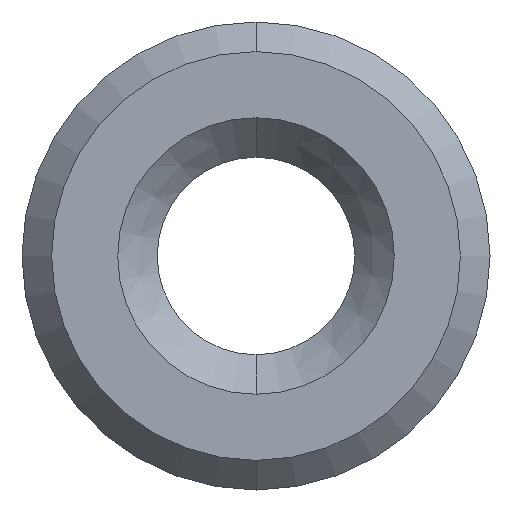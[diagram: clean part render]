
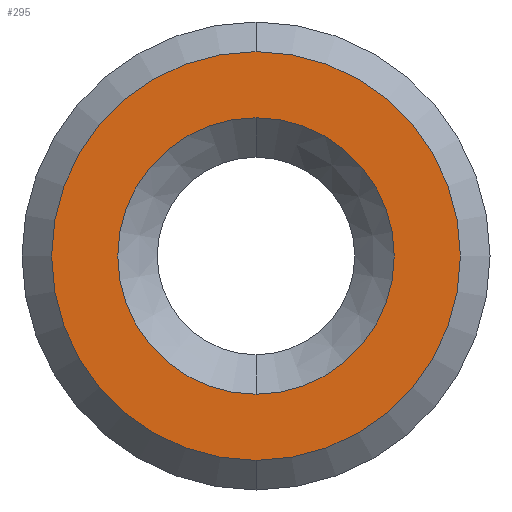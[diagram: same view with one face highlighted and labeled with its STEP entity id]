
A CAD part, front view. The second image highlights one B-rep face of the part: STEP entity #295.
In plain terms, the highlighted planar face has unit normal (0, -1, 0).
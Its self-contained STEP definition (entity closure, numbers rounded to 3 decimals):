
#1 = CARTESIAN_POINT ( 'NONE',  ( -1., 0., 0. ) ) ;
#4 = AXIS2_PLACEMENT_3D ( 'NONE', #443, #162, #363 ) ;
#6 = EDGE_LOOP ( 'NONE', ( #408, #103 ) ) ;
#28 = VERTEX_POINT ( 'NONE', #164 ) ;
#38 = CIRCLE ( 'NONE', #155, 1.4 ) ;
#49 = CARTESIAN_POINT ( 'NONE',  ( 0., 0., -2.07 ) ) ;
#80 = AXIS2_PLACEMENT_3D ( 'NONE', #331, #139, #372 ) ;
#93 = DIRECTION ( 'NONE',  ( 0., 0., -1. ) ) ;
#96 = CARTESIAN_POINT ( 'NONE',  ( 0., 0., 1.4 ) ) ;
#103 = ORIENTED_EDGE ( 'NONE', *, *, #143, .T. ) ;
#105 = FACE_OUTER_BOUND ( 'NONE', #6, .T. ) ;
#117 = CIRCLE ( 'NONE', #80, 1.4 ) ;
#125 = CARTESIAN_POINT ( 'NONE',  ( 0., 0., -1.4 ) ) ;
#131 = VERTEX_POINT ( 'NONE', #49 ) ;
#139 = DIRECTION ( 'NONE',  ( 0., 1., 0. ) ) ;
#142 = CARTESIAN_POINT ( 'NONE',  ( 0., 0., 0. ) ) ;
#143 = EDGE_CURVE ( 'NONE', #131, #28, #371, .T. ) ;
#155 = AXIS2_PLACEMENT_3D ( 'NONE', #337, #335, #93 ) ;
#162 = DIRECTION ( 'NONE',  ( 0., -1., 0. ) ) ;
#164 = CARTESIAN_POINT ( 'NONE',  ( 0., 0., 2.07 ) ) ;
#182 = FACE_BOUND ( 'NONE', #240, .T. ) ;
#228 = EDGE_CURVE ( 'NONE', #267, #317, #38, .T. ) ;
#239 = AXIS2_PLACEMENT_3D ( 'NONE', #1, #278, #325 ) ;
#240 = EDGE_LOOP ( 'NONE', ( #330, #343 ) ) ;
#267 = VERTEX_POINT ( 'NONE', #125 ) ;
#276 = EDGE_CURVE ( 'NONE', #28, #131, #352, .T. ) ;
#278 = DIRECTION ( 'NONE',  ( 0., -1., 0. ) ) ;
#284 = AXIS2_PLACEMENT_3D ( 'NONE', #142, #376, #413 ) ;
#295 = ADVANCED_FACE ( 'NONE', ( #182, #105 ), #322, .T. ) ;
#317 = VERTEX_POINT ( 'NONE', #96 ) ;
#322 = PLANE ( 'NONE',  #239 ) ;
#325 = DIRECTION ( 'NONE',  ( 0., 0., -1. ) ) ;
#330 = ORIENTED_EDGE ( 'NONE', *, *, #228, .T. ) ;
#331 = CARTESIAN_POINT ( 'NONE',  ( 0., 0., 0. ) ) ;
#335 = DIRECTION ( 'NONE',  ( 0., 1., 0. ) ) ;
#337 = CARTESIAN_POINT ( 'NONE',  ( 0., 0., 0. ) ) ;
#343 = ORIENTED_EDGE ( 'NONE', *, *, #442, .T. ) ;
#352 = CIRCLE ( 'NONE', #4, 2.07 ) ;
#363 = DIRECTION ( 'NONE',  ( 0., 0., -1. ) ) ;
#371 = CIRCLE ( 'NONE', #284, 2.07 ) ;
#372 = DIRECTION ( 'NONE',  ( 0., 0., -1. ) ) ;
#376 = DIRECTION ( 'NONE',  ( 0., -1., 0. ) ) ;
#408 = ORIENTED_EDGE ( 'NONE', *, *, #276, .T. ) ;
#413 = DIRECTION ( 'NONE',  ( 0., 0., -1. ) ) ;
#442 = EDGE_CURVE ( 'NONE', #317, #267, #117, .T. ) ;
#443 = CARTESIAN_POINT ( 'NONE',  ( 0., 0., 0. ) ) ;
